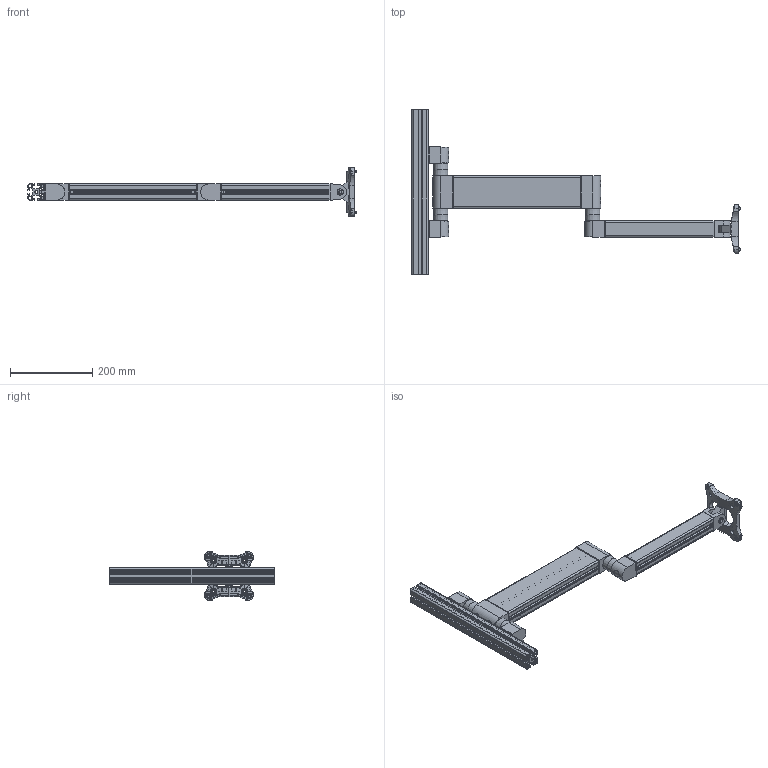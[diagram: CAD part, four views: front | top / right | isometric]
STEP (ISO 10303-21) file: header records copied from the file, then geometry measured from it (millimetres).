
FILE_DESCRIPTION(/* description */ ('STEP AP203'),/* implementation_level */ '2;1');
FILE_NAME(/* name */ '6FMVND80M695N08(0)(0)(0)(0)',/* time_stamp */ '2024-03-04T14:43:23+01:00',/* author */ ('License CC BY-ND 4.0'),/* organization */ ('CADENAS'),/* preprocessor_version */ 'ST-DEVELOPER v19.3',/* originating_system */ 'PARTsolutions',/* authorisation */ ' ');
FILE_SCHEMA (('CONFIG_CONTROL_DESIGN'));
Products named in the file (10): 6FMVND80M695N08(0)(0)(0)(0); 6FMVNL370S40N08_profile2; 6FMVNL370S40N08_wrist; 6FMVNL370S40N08_pipe; 6FMVNL370S40N08_wrist4; 6FMVNL370S40N08_arm2; 6FMVNL370S40N08_arm3; 6FMVNL370S40N08_wrist:_3; 6FMVNL370S40N08_conn; 6FMVNL370S40N08_adapter_2
Assembly tree (14 placements, depth 2):
  6FMVND80M695N08(0)(0)(0)(0)
    6FMVNL370S40N08_profile2
    6FMVNL370S40N08_wrist  x3
    6FMVNL370S40N08_pipe  x3
    6FMVNL370S40N08_wrist4  x2
    6FMVNL370S40N08_arm2
    6FMVNL370S40N08_arm3
    6FMVNL370S40N08_wrist:_3
    6FMVNL370S40N08_conn
    6FMVNL370S40N08_adapter_2
Bounding box: 798.35 x 400 x 118.4 mm (x, y, z)
Volume: 1440663.6 mm3; surface area: 726918.1 mm2
Topology: 14 solids, 14 shells, 2278 faces, 6139 edges, 4072 vertices
Faces by surface type: plane 1183, cylinder 993, cone 55, torus 31, sphere 16
Full cylindrical faces by diameter (mm): 4 x4, 4.8 x7, 6.8 x1, 7 x4, 7.2 x2, 8 x19, 8.3 x1, 8.5 x2, 9 x4, 14 x2, 15 x2, 15.2 x1, 15.41 x1, 17.728 x7, 17.828 x7, 28 x6
Entity records: 69269 total; most frequent: CARTESIAN_POINT 11892, DIRECTION 10285, ORIENTED_EDGE 10260, EDGE_CURVE 5130, AXIS2_PLACEMENT_3D 3548, VERTEX_POINT 3463, LINE 3189, VECTOR 3189
